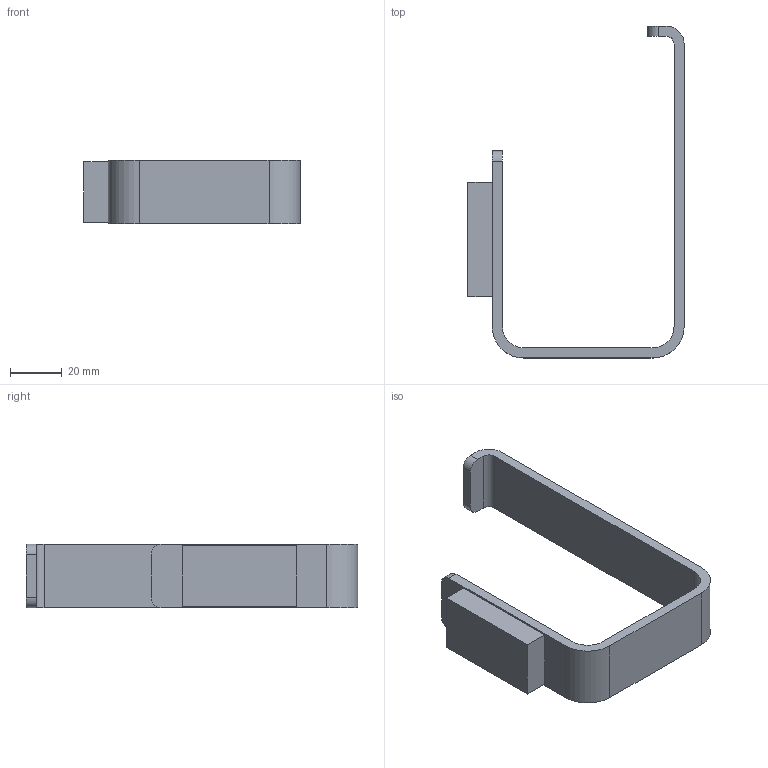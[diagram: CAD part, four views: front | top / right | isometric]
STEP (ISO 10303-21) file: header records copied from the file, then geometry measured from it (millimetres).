
FILE_DESCRIPTION(('CATIA V5 STEP Exchange'),'2;1');
FILE_NAME('2020_20-Papeleira.stp','2024-08-07T21:00:11+00:00',('none'),('none'),'CATIA Version 5 Release 21 GA (IN-10)','CATIA V5 STEP AP203','none');
FILE_SCHEMA(('CONFIG_CONTROL_DESIGN'));
Length unit declared in the file: millimetre
Products named in the file (1): 2020_20
Bounding box: 83.4 x 128 x 24.5 mm (x, y, z)
Volume: 35707.1 mm3; surface area: 16975.6 mm2
Topology: 1 solids, 1 shells, 47 faces, 120 edges, 80 vertices
Faces by surface type: plane 33, cylinder 14
Entity records: 1406 total; most frequent: CARTESIAN_POINT 242, ORIENTED_EDGE 240, DIRECTION 202, EDGE_CURVE 120, VECTOR 92, LINE 92, VERTEX_POINT 80, AXIS2_PLACEMENT_3D 70
